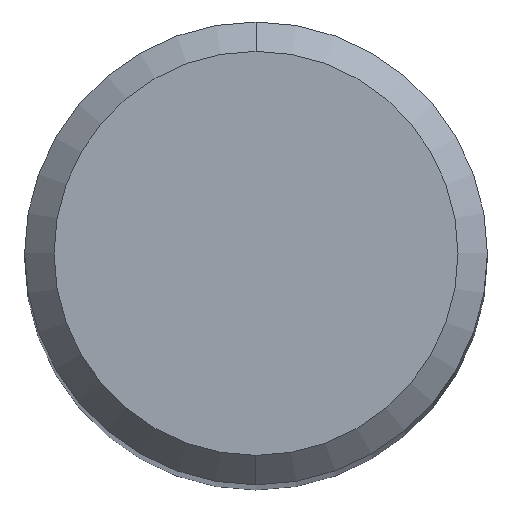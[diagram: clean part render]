
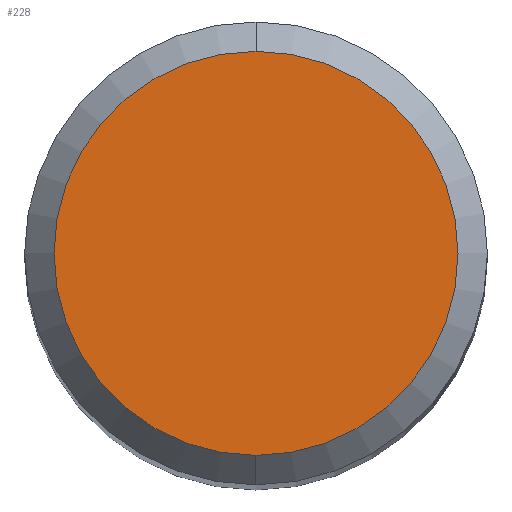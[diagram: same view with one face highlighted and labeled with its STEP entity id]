
A CAD part, top view. The second image highlights one B-rep face of the part: STEP entity #228.
In plain terms, the highlighted planar face has unit normal (0, 0, 1).
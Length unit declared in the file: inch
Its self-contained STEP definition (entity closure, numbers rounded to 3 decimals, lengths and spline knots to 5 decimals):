
#4 = DIRECTION ( 'NONE',  ( 0., 1., 0. ) ) ;
#52 = EDGE_CURVE ( 'NONE', #381, #406, #443, .T. ) ;
#80 = AXIS2_PLACEMENT_3D ( 'NONE', #289, #364, #4 ) ;
#150 = PLANE ( 'NONE',  #80 ) ;
#155 = CARTESIAN_POINT ( 'NONE',  ( 0., 0., 0. ) ) ;
#167 = CARTESIAN_POINT ( 'NONE',  ( 0., -0.1031, 0. ) ) ;
#196 = CARTESIAN_POINT ( 'NONE',  ( 0., 0.1031, 0. ) ) ;
#228 = ADVANCED_FACE ( 'NONE', ( #509 ), #150, .F. ) ;
#234 = CIRCLE ( 'NONE', #262, 0.1031 ) ;
#251 = EDGE_LOOP ( 'NONE', ( #379, #288 ) ) ;
#262 = AXIS2_PLACEMENT_3D ( 'NONE', #320, #361, #517 ) ;
#288 = ORIENTED_EDGE ( 'NONE', *, *, #296, .T. ) ;
#289 = CARTESIAN_POINT ( 'NONE',  ( 0., 0.1031, 0. ) ) ;
#296 = EDGE_CURVE ( 'NONE', #406, #381, #234, .T. ) ;
#320 = CARTESIAN_POINT ( 'NONE',  ( 0., 0., 0. ) ) ;
#361 = DIRECTION ( 'NONE',  ( 0., 0., 1. ) ) ;
#364 = DIRECTION ( 'NONE',  ( 0., 0., -1. ) ) ;
#379 = ORIENTED_EDGE ( 'NONE', *, *, #52, .T. ) ;
#381 = VERTEX_POINT ( 'NONE', #196 ) ;
#397 = DIRECTION ( 'NONE',  ( 0., -1., 0. ) ) ;
#406 = VERTEX_POINT ( 'NONE', #167 ) ;
#407 = AXIS2_PLACEMENT_3D ( 'NONE', #155, #488, #397 ) ;
#443 = CIRCLE ( 'NONE', #407, 0.1031 ) ;
#488 = DIRECTION ( 'NONE',  ( 0., 0., 1. ) ) ;
#509 = FACE_OUTER_BOUND ( 'NONE', #251, .T. ) ;
#517 = DIRECTION ( 'NONE',  ( 0., -1., 0. ) ) ;
